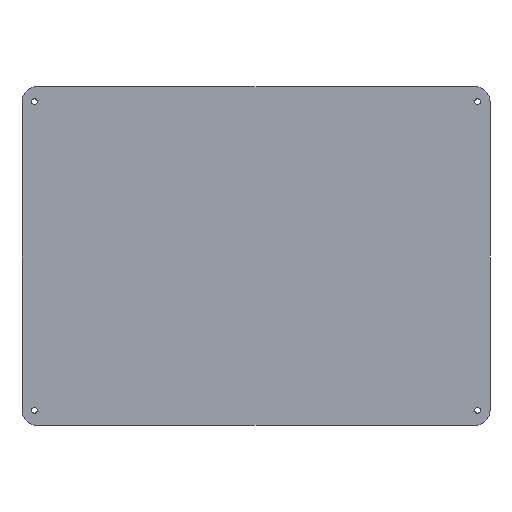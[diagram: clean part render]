
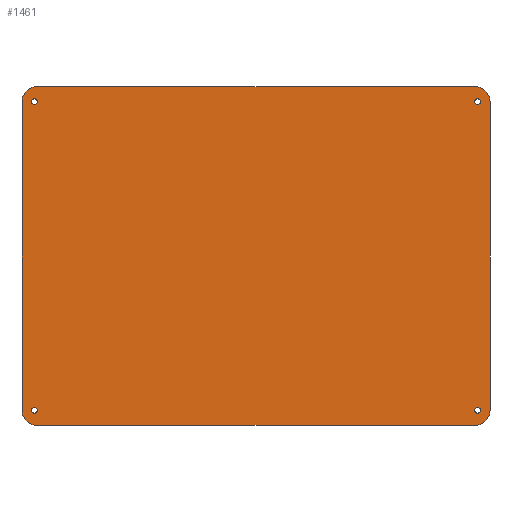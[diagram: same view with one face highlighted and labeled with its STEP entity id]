
A CAD part, front view. The second image highlights one B-rep face of the part: STEP entity #1461.
In plain terms, the highlighted planar face has unit normal (0, -1, 0).
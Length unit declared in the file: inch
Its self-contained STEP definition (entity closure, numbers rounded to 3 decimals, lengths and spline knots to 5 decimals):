
#12 = CIRCLE ( 'NONE', #71, 0.375 ) ;
#32 = EDGE_CURVE ( 'NONE', #1950, #745, #1005, .T. ) ;
#37 = VECTOR ( 'NONE', #1208, 39.37008 ) ;
#58 = VERTEX_POINT ( 'NONE', #1473 ) ;
#71 = AXIS2_PLACEMENT_3D ( 'NONE', #879, #1215, #186 ) ;
#102 = CARTESIAN_POINT ( 'NONE',  ( -0.1875, 0., -0.303 ) ) ;
#110 = CARTESIAN_POINT ( 'NONE',  ( 10.9375, 0., -8.125 ) ) ;
#141 = EDGE_CURVE ( 'NONE', #1648, #839, #1465, .T. ) ;
#159 = ORIENTED_EDGE ( 'NONE', *, *, #1535, .T. ) ;
#175 = DIRECTION ( 'NONE',  ( 0., 0., -1. ) ) ;
#186 = DIRECTION ( 'NONE',  ( 0., 0., 1. ) ) ;
#221 = AXIS2_PLACEMENT_3D ( 'NONE', #1843, #1034, #2190 ) ;
#227 = EDGE_LOOP ( 'NONE', ( #375, #1550 ) ) ;
#237 = DIRECTION ( 'NONE',  ( 0., 0., -1. ) ) ;
#244 = CARTESIAN_POINT ( 'NONE',  ( 10.875, 0., 0. ) ) ;
#256 = CARTESIAN_POINT ( 'NONE',  ( 11.25, 0., -8.125 ) ) ;
#272 = AXIS2_PLACEMENT_3D ( 'NONE', #2198, #494, #1177 ) ;
#275 = EDGE_CURVE ( 'NONE', #713, #839, #12, .T. ) ;
#276 = LINE ( 'NONE', #574, #327 ) ;
#277 = CARTESIAN_POINT ( 'NONE',  ( 10.9375, 0., -8.053 ) ) ;
#292 = DIRECTION ( 'NONE',  ( 0., 0., -1. ) ) ;
#298 = VERTEX_POINT ( 'NONE', #1938 ) ;
#304 = VECTOR ( 'NONE', #1341, 39.37008 ) ;
#313 = DIRECTION ( 'NONE',  ( 0., 1., 0. ) ) ;
#315 = CARTESIAN_POINT ( 'NONE',  ( -0.1875, 0., -8.125 ) ) ;
#323 = DIRECTION ( 'NONE',  ( 0., 0., 1. ) ) ;
#327 = VECTOR ( 'NONE', #563, 39.37008 ) ;
#332 = DIRECTION ( 'NONE',  ( 0., 1., 0. ) ) ;
#374 = CARTESIAN_POINT ( 'NONE',  ( 10.9375, 0., -8.197 ) ) ;
#375 = ORIENTED_EDGE ( 'NONE', *, *, #1830, .T. ) ;
#402 = CARTESIAN_POINT ( 'NONE',  ( 11.25, 0., -0.375 ) ) ;
#429 = FACE_BOUND ( 'NONE', #1460, .T. ) ;
#435 = EDGE_CURVE ( 'NONE', #815, #58, #709, .T. ) ;
#440 = ORIENTED_EDGE ( 'NONE', *, *, #557, .T. ) ;
#463 = DIRECTION ( 'NONE',  ( 0., -1., 0. ) ) ;
#477 = DIRECTION ( 'NONE',  ( 0., 1., 0. ) ) ;
#494 = DIRECTION ( 'NONE',  ( 0., 1., 0. ) ) ;
#520 = PLANE ( 'NONE',  #1990 ) ;
#535 = VERTEX_POINT ( 'NONE', #2148 ) ;
#539 = DIRECTION ( 'NONE',  ( 0., -1., 0. ) ) ;
#557 = EDGE_CURVE ( 'NONE', #815, #890, #883, .T. ) ;
#563 = DIRECTION ( 'NONE',  ( 0., 0., -1. ) ) ;
#573 = EDGE_LOOP ( 'NONE', ( #1439, #1622 ) ) ;
#574 = CARTESIAN_POINT ( 'NONE',  ( -0.5, 0., -0.375 ) ) ;
#587 = VERTEX_POINT ( 'NONE', #1674 ) ;
#590 = DIRECTION ( 'NONE',  ( 0., -1., 0. ) ) ;
#592 = EDGE_LOOP ( 'NONE', ( #2173, #1110 ) ) ;
#594 = AXIS2_PLACEMENT_3D ( 'NONE', #746, #590, #237 ) ;
#656 = EDGE_CURVE ( 'NONE', #1518, #1935, #1180, .T. ) ;
#662 = FACE_OUTER_BOUND ( 'NONE', #1575, .T. ) ;
#695 = ORIENTED_EDGE ( 'NONE', *, *, #708, .T. ) ;
#708 = EDGE_CURVE ( 'NONE', #587, #58, #1202, .T. ) ;
#709 = LINE ( 'NONE', #765, #1607 ) ;
#713 = VERTEX_POINT ( 'NONE', #402 ) ;
#745 = VERTEX_POINT ( 'NONE', #1597 ) ;
#746 = CARTESIAN_POINT ( 'NONE',  ( -0.125, 0., -8.125 ) ) ;
#765 = CARTESIAN_POINT ( 'NONE',  ( 0., 0., -8.5 ) ) ;
#779 = AXIS2_PLACEMENT_3D ( 'NONE', #315, #332, #323 ) ;
#815 = VERTEX_POINT ( 'NONE', #1253 ) ;
#816 = DIRECTION ( 'NONE',  ( 0., 0., 1. ) ) ;
#817 = CIRCLE ( 'NONE', #779, 0.072 ) ;
#828 = CARTESIAN_POINT ( 'NONE',  ( 11.25, 0., -0.375 ) ) ;
#836 = CARTESIAN_POINT ( 'NONE',  ( -0.125, 0., -0.375 ) ) ;
#839 = VERTEX_POINT ( 'NONE', #244 ) ;
#844 = DIRECTION ( 'NONE',  ( 0., 0., -1. ) ) ;
#856 = CARTESIAN_POINT ( 'NONE',  ( -0.1875, 0., -0.447 ) ) ;
#879 = CARTESIAN_POINT ( 'NONE',  ( 10.875, 0., -0.375 ) ) ;
#883 = CIRCLE ( 'NONE', #1859, 0.375 ) ;
#889 = FACE_BOUND ( 'NONE', #592, .T. ) ;
#890 = VERTEX_POINT ( 'NONE', #256 ) ;
#903 = DIRECTION ( 'NONE',  ( 0., 0., 1. ) ) ;
#928 = VERTEX_POINT ( 'NONE', #277 ) ;
#954 = ORIENTED_EDGE ( 'NONE', *, *, #275, .T. ) ;
#983 = DIRECTION ( 'NONE',  ( 0., 1., 0. ) ) ;
#985 = VERTEX_POINT ( 'NONE', #374 ) ;
#1005 = CIRCLE ( 'NONE', #1372, 0.072 ) ;
#1034 = DIRECTION ( 'NONE',  ( 0., 1., 0. ) ) ;
#1061 = DIRECTION ( 'NONE',  ( 0., 1., 0. ) ) ;
#1080 = CIRCLE ( 'NONE', #1568, 0.072 ) ;
#1088 = VERTEX_POINT ( 'NONE', #1740 ) ;
#1104 = CARTESIAN_POINT ( 'NONE',  ( -0.1875, 0., -0.375 ) ) ;
#1110 = ORIENTED_EDGE ( 'NONE', *, *, #1671, .T. ) ;
#1177 = DIRECTION ( 'NONE',  ( 0., 0., 1. ) ) ;
#1180 = CIRCLE ( 'NONE', #1930, 0.072 ) ;
#1185 = CIRCLE ( 'NONE', #272, 0.072 ) ;
#1202 = CIRCLE ( 'NONE', #594, 0.375 ) ;
#1208 = DIRECTION ( 'NONE',  ( 1., 0., 0. ) ) ;
#1210 = CARTESIAN_POINT ( 'NONE',  ( 0., 0., 0. ) ) ;
#1215 = DIRECTION ( 'NONE',  ( 0., -1., 0. ) ) ;
#1253 = CARTESIAN_POINT ( 'NONE',  ( 10.875, 0., -8.5 ) ) ;
#1254 = ORIENTED_EDGE ( 'NONE', *, *, #141, .F. ) ;
#1339 = CARTESIAN_POINT ( 'NONE',  ( 0., 0., 0. ) ) ;
#1341 = DIRECTION ( 'NONE',  ( 0., 0., 1. ) ) ;
#1360 = CIRCLE ( 'NONE', #221, 0.072 ) ;
#1372 = AXIS2_PLACEMENT_3D ( 'NONE', #2004, #983, #816 ) ;
#1439 = ORIENTED_EDGE ( 'NONE', *, *, #1803, .T. ) ;
#1441 = CIRCLE ( 'NONE', #2103, 0.072 ) ;
#1445 = ORIENTED_EDGE ( 'NONE', *, *, #1778, .T. ) ;
#1460 = EDGE_LOOP ( 'NONE', ( #159, #1895 ) ) ;
#1461 = ADVANCED_FACE ( 'NONE', ( #429, #2191, #889, #1689, #662 ), #520, .T. ) ;
#1465 = LINE ( 'NONE', #1339, #37 ) ;
#1468 = CIRCLE ( 'NONE', #1713, 0.072 ) ;
#1473 = CARTESIAN_POINT ( 'NONE',  ( -0.125, 0., -8.5 ) ) ;
#1518 = VERTEX_POINT ( 'NONE', #102 ) ;
#1522 = CIRCLE ( 'NONE', #1914, 0.375 ) ;
#1530 = ORIENTED_EDGE ( 'NONE', *, *, #2058, .T. ) ;
#1535 = EDGE_CURVE ( 'NONE', #928, #985, #1441, .T. ) ;
#1550 = ORIENTED_EDGE ( 'NONE', *, *, #32, .T. ) ;
#1568 = AXIS2_PLACEMENT_3D ( 'NONE', #2054, #1061, #2065 ) ;
#1575 = EDGE_LOOP ( 'NONE', ( #1254, #1445, #1530, #695, #1611, #440, #2009, #954 ) ) ;
#1597 = CARTESIAN_POINT ( 'NONE',  ( 10.9375, 0., -0.303 ) ) ;
#1603 = DIRECTION ( 'NONE',  ( -1., 0., 0. ) ) ;
#1607 = VECTOR ( 'NONE', #1603, 39.37008 ) ;
#1611 = ORIENTED_EDGE ( 'NONE', *, *, #435, .F. ) ;
#1622 = ORIENTED_EDGE ( 'NONE', *, *, #1922, .T. ) ;
#1645 = DIRECTION ( 'NONE',  ( 0., 0., 1. ) ) ;
#1648 = VERTEX_POINT ( 'NONE', #2197 ) ;
#1671 = EDGE_CURVE ( 'NONE', #1935, #1518, #1360, .T. ) ;
#1674 = CARTESIAN_POINT ( 'NONE',  ( -0.5, 0., -8.125 ) ) ;
#1675 = CARTESIAN_POINT ( 'NONE',  ( 10.9375, 0., -8.125 ) ) ;
#1688 = EDGE_CURVE ( 'NONE', #890, #713, #2119, .T. ) ;
#1689 = FACE_BOUND ( 'NONE', #573, .T. ) ;
#1713 = AXIS2_PLACEMENT_3D ( 'NONE', #1675, #313, #903 ) ;
#1740 = CARTESIAN_POINT ( 'NONE',  ( -0.5, 0., -0.375 ) ) ;
#1762 = EDGE_CURVE ( 'NONE', #985, #928, #1468, .T. ) ;
#1778 = EDGE_CURVE ( 'NONE', #1648, #1088, #1522, .T. ) ;
#1803 = EDGE_CURVE ( 'NONE', #298, #535, #817, .T. ) ;
#1830 = EDGE_CURVE ( 'NONE', #745, #1950, #1185, .T. ) ;
#1843 = CARTESIAN_POINT ( 'NONE',  ( -0.1875, 0., -0.375 ) ) ;
#1859 = AXIS2_PLACEMENT_3D ( 'NONE', #2005, #463, #292 ) ;
#1881 = CARTESIAN_POINT ( 'NONE',  ( 10.9375, 0., -0.447 ) ) ;
#1895 = ORIENTED_EDGE ( 'NONE', *, *, #1762, .T. ) ;
#1914 = AXIS2_PLACEMENT_3D ( 'NONE', #836, #2176, #844 ) ;
#1922 = EDGE_CURVE ( 'NONE', #535, #298, #1080, .T. ) ;
#1926 = DIRECTION ( 'NONE',  ( 0., 0., 1. ) ) ;
#1930 = AXIS2_PLACEMENT_3D ( 'NONE', #1104, #2105, #1926 ) ;
#1935 = VERTEX_POINT ( 'NONE', #856 ) ;
#1938 = CARTESIAN_POINT ( 'NONE',  ( -0.1875, 0., -8.053 ) ) ;
#1950 = VERTEX_POINT ( 'NONE', #1881 ) ;
#1990 = AXIS2_PLACEMENT_3D ( 'NONE', #1210, #539, #175 ) ;
#2004 = CARTESIAN_POINT ( 'NONE',  ( 10.9375, 0., -0.375 ) ) ;
#2005 = CARTESIAN_POINT ( 'NONE',  ( 10.875, 0., -8.125 ) ) ;
#2009 = ORIENTED_EDGE ( 'NONE', *, *, #1688, .T. ) ;
#2054 = CARTESIAN_POINT ( 'NONE',  ( -0.1875, 0., -8.125 ) ) ;
#2058 = EDGE_CURVE ( 'NONE', #1088, #587, #276, .T. ) ;
#2065 = DIRECTION ( 'NONE',  ( 0., 0., 1. ) ) ;
#2103 = AXIS2_PLACEMENT_3D ( 'NONE', #110, #477, #1645 ) ;
#2105 = DIRECTION ( 'NONE',  ( 0., 1., 0. ) ) ;
#2119 = LINE ( 'NONE', #828, #304 ) ;
#2148 = CARTESIAN_POINT ( 'NONE',  ( -0.1875, 0., -8.197 ) ) ;
#2173 = ORIENTED_EDGE ( 'NONE', *, *, #656, .T. ) ;
#2176 = DIRECTION ( 'NONE',  ( 0., -1., 0. ) ) ;
#2190 = DIRECTION ( 'NONE',  ( 0., 0., 1. ) ) ;
#2191 = FACE_BOUND ( 'NONE', #227, .T. ) ;
#2197 = CARTESIAN_POINT ( 'NONE',  ( -0.125, 0., 0. ) ) ;
#2198 = CARTESIAN_POINT ( 'NONE',  ( 10.9375, 0., -0.375 ) ) ;
